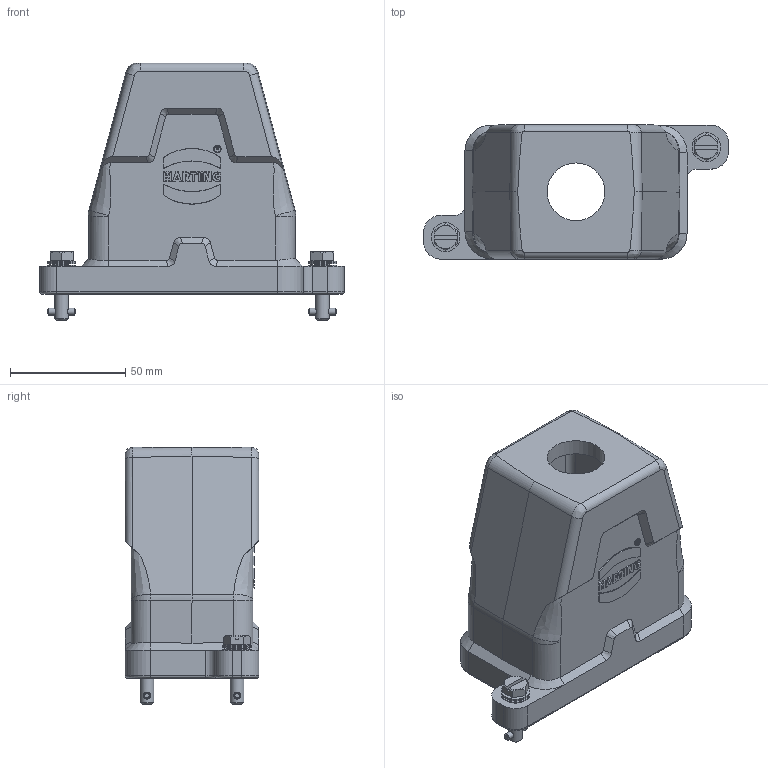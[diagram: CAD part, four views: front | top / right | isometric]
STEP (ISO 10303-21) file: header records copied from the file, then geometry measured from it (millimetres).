
FILE_DESCRIPTION(/* description */ (''),/* implementation_level */ '2;1');
FILE_NAME(/* name */ '100207624ugm000_d.stp',/* time_stamp */ '2017-11-03T09:25:21+01:00',/* author */ (''),/* organization */ (''),/* preprocessor_version */ 'ST-DEVELOPER v16',/* originating_system */ 'SIEMENS PLM Software NX 10.0',/* authorisation */ '');
FILE_SCHEMA (('AUTOMOTIVE_DESIGN { 1 0 10303 214 3 1 1 1 }'));
Length unit declared in the file: millimetre
Products named in the file (1): 100207624ugm000_d
Bounding box: 132 x 58 x 111.6 mm (x, y, z)
Volume: 173006.5 mm3; surface area: 63595.3 mm2
Topology: 11 solids, 11 shells, 465 faces, 1147 edges, 718 vertices
Faces by surface type: plane 220, cylinder 97, cone 64, bspline 64, torus 20
Full cylindrical faces by diameter (mm): 3 x8, 6 x2, 14.05 x2, 25 x1
Entity records: 18990 total; most frequent: CARTESIAN_POINT 5356, ORIENTED_EDGE 2158, DIRECTION 2009, EDGE_CURVE 1079, AXIS2_PLACEMENT_3D 720, VERTEX_POINT 694, LINE 569, VECTOR 569
